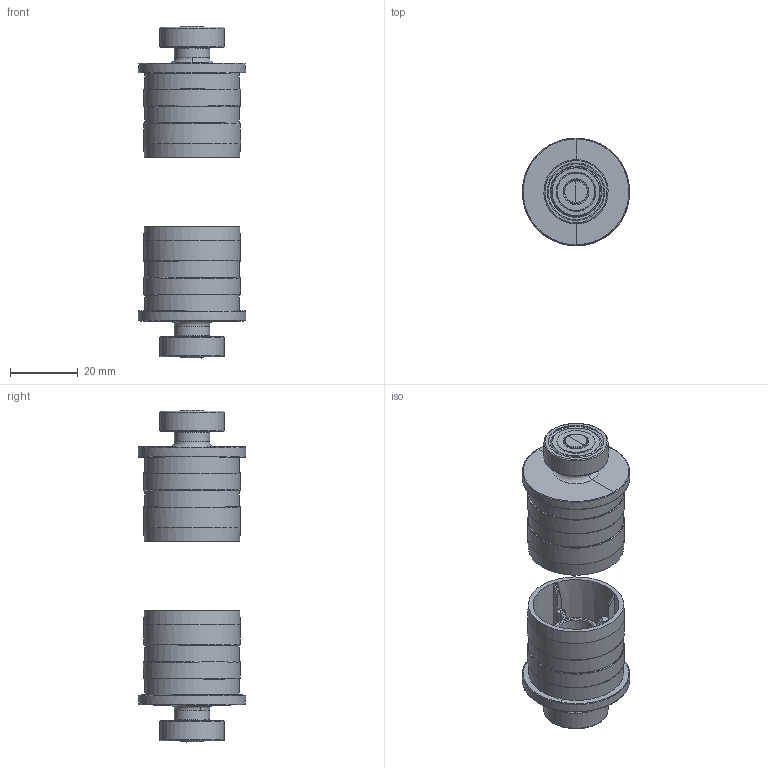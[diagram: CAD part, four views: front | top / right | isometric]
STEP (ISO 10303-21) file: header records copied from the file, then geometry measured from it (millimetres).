
FILE_DESCRIPTION(/* description */ ('KriTec Transportrolle TR32, Lagersatz'),/* implementation_level */ '2;1');
FILE_NAME(/* name */ '10749_KriTec_Transportrolle_TR32_Lagersatz.stp',/* time_stamp */ '2020-11-03T15:32:04+01:00',/* author */ ('jendrek'),/* organization */ (''),/* preprocessor_version */ 'ST-DEVELOPER v17',/* originating_system */ 'Autodesk Inventor 2018',/* authorisation */ '');
FILE_SCHEMA (('AUTOMOTIVE_DESIGN { 1 0 10303 214 3 1 1 }'));
Length unit declared in the file: millimetre
Products named in the file (8): 10749; 10749_1; 10749_0; 1; 1_2; 1_3; 1_4; 1_5
Assembly tree (9 placements, depth 3):
  10749
    10749_1  x2
    10749_0  x2
      1
      1_2
      1_3
      1_4
      1_5
Bounding box: 31.7 x 31.7 x 98.19 mm (x, y, z)
Volume: 17723 mm3; surface area: 21059.7 mm2
Topology: 12 solids, 12 shells, 390 faces, 1048 edges, 696 vertices
Faces by surface type: plane 128, cone 90, bspline 78, cylinder 40, torus 38, sphere 16
Full cylindrical faces by diameter (mm): 7 x2, 10.4 x2, 11.1 x4, 11.305 x4, 11.695 x4, 15.2 x4, 16.5 x4, 17.02 x4, 19 x2, 28 x4, 28.7 x4, 31.7 x2
Entity records: 11819 total; most frequent: CARTESIAN_POINT 6929, ORIENTED_EDGE 1016, DIRECTION 946, EDGE_CURVE 508, AXIS2_PLACEMENT_3D 437, VERTEX_POINT 348, EDGE_LOOP 228, CIRCLE 217
